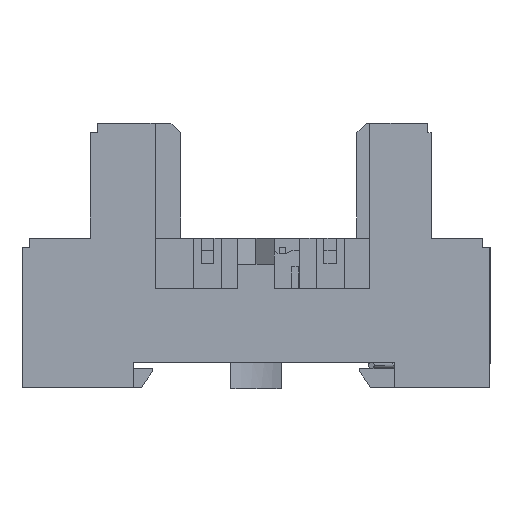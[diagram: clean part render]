
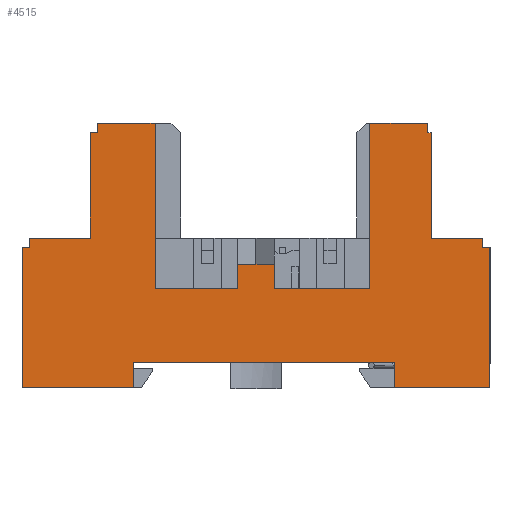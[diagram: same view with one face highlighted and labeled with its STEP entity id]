
A CAD part, left-side view. The second image highlights one B-rep face of the part: STEP entity #4515.
In plain terms, the highlighted planar face has unit normal (-1, 0, 0).
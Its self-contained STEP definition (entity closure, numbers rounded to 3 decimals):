
#4330=AXIS2_PLACEMENT_3D('Plane Axis2P3D',#4327,#4328,#4329) ;
#864=CARTESIAN_POINT('Vertex',(0.,9.2,23.5)) ;
#867=CARTESIAN_POINT('Line Origine',(0.,5.15,23.5)) ;
#871=CARTESIAN_POINT('Vertex',(0.,1.1,23.5)) ;
#1597=CARTESIAN_POINT('Vertex',(0.,62.8,23.5)) ;
#1611=CARTESIAN_POINT('Vertex',(0.,72.4,23.5)) ;
#1614=CARTESIAN_POINT('Line Origine',(0.,67.6,23.5)) ;
#2985=CARTESIAN_POINT('Vertex',(0.,52.6,41.5)) ;
#2988=CARTESIAN_POINT('Line Origine',(0.,52.6,28.5)) ;
#2992=CARTESIAN_POINT('Vertex',(0.,52.6,15.5)) ;
#3949=CARTESIAN_POINT('Vertex',(0.,18.9,15.5)) ;
#3952=CARTESIAN_POINT('Line Origine',(0.,18.9,28.5)) ;
#3956=CARTESIAN_POINT('Vertex',(0.,18.9,41.5)) ;
#4241=CARTESIAN_POINT('Vertex',(0.,9.2,40.)) ;
#4246=CARTESIAN_POINT('Line Origine',(0.,9.2,31.75)) ;
#4327=CARTESIAN_POINT('Axis2P3D Location',(0.,73.5,23.5)) ;
#4332=CARTESIAN_POINT('Line Origine',(0.,14.35,41.5)) ;
#4336=CARTESIAN_POINT('Vertex',(0.,9.8,41.5)) ;
#4339=CARTESIAN_POINT('Line Origine',(0.,26.388,15.5)) ;
#4343=CARTESIAN_POINT('Vertex',(0.,33.875,15.5)) ;
#4346=CARTESIAN_POINT('Line Origine',(0.,33.875,17.425)) ;
#4350=CARTESIAN_POINT('Vertex',(0.,33.875,19.35)) ;
#4353=CARTESIAN_POINT('Line Origine',(0.,36.75,19.35)) ;
#4357=CARTESIAN_POINT('Vertex',(0.,39.625,19.35)) ;
#4360=CARTESIAN_POINT('Line Origine',(0.,39.625,17.425)) ;
#4364=CARTESIAN_POINT('Vertex',(0.,39.625,15.5)) ;
#4367=CARTESIAN_POINT('Line Origine',(0.,46.112,15.5)) ;
#4372=CARTESIAN_POINT('Line Origine',(0.,57.15,41.5)) ;
#4376=CARTESIAN_POINT('Vertex',(0.,61.7,41.5)) ;
#4379=CARTESIAN_POINT('Line Origine',(0.,61.7,40.75)) ;
#4383=CARTESIAN_POINT('Vertex',(0.,61.7,40.)) ;
#4386=CARTESIAN_POINT('Line Origine',(0.,62.25,40.)) ;
#4390=CARTESIAN_POINT('Vertex',(0.,62.8,40.)) ;
#4393=CARTESIAN_POINT('Line Origine',(0.,62.8,31.75)) ;
#4398=CARTESIAN_POINT('Line Origine',(0.,72.4,22.75)) ;
#4402=CARTESIAN_POINT('Vertex',(0.,72.4,22.)) ;
#4405=CARTESIAN_POINT('Line Origine',(0.,72.95,22.)) ;
#4409=CARTESIAN_POINT('Vertex',(0.,73.5,22.)) ;
#4412=CARTESIAN_POINT('Line Origine',(0.,73.5,11.)) ;
#4416=CARTESIAN_POINT('Vertex',(0.,73.5,0.)) ;
#4419=CARTESIAN_POINT('Line Origine',(0.,64.775,0.)) ;
#4423=CARTESIAN_POINT('Vertex',(0.,56.05,0.)) ;
#4426=CARTESIAN_POINT('Line Origine',(0.,56.05,2.)) ;
#4430=CARTESIAN_POINT('Vertex',(0.,56.05,4.)) ;
#4433=CARTESIAN_POINT('Line Origine',(0.,35.5,4.)) ;
#4437=CARTESIAN_POINT('Vertex',(0.,14.95,4.)) ;
#4440=CARTESIAN_POINT('Line Origine',(0.,14.95,2.)) ;
#4444=CARTESIAN_POINT('Vertex',(0.,14.95,0.)) ;
#4447=CARTESIAN_POINT('Line Origine',(0.,7.475,0.)) ;
#4451=CARTESIAN_POINT('Vertex',(0.,0.,0.)) ;
#4454=CARTESIAN_POINT('Line Origine',(0.,0.,11.)) ;
#4458=CARTESIAN_POINT('Vertex',(0.,0.,22.)) ;
#4461=CARTESIAN_POINT('Line Origine',(0.,0.55,22.)) ;
#4465=CARTESIAN_POINT('Vertex',(0.,1.1,22.)) ;
#4468=CARTESIAN_POINT('Line Origine',(0.,1.1,22.75)) ;
#4473=CARTESIAN_POINT('Line Origine',(0.,9.5,40.)) ;
#4477=CARTESIAN_POINT('Vertex',(0.,9.8,40.)) ;
#4480=CARTESIAN_POINT('Line Origine',(0.,9.8,40.75)) ;
#868=DIRECTION('Vector Direction',(0.,-1.,0.)) ;
#1615=DIRECTION('Vector Direction',(0.,1.,0.)) ;
#2989=DIRECTION('Vector Direction',(0.,0.,-1.)) ;
#3953=DIRECTION('Vector Direction',(0.,0.,-1.)) ;
#4247=DIRECTION('Vector Direction',(0.,0.,-1.)) ;
#4328=DIRECTION('Axis2P3D Direction',(-1.,0.,0.)) ;
#4329=DIRECTION('Axis2P3D XDirection',(0.,-1.,0.)) ;
#4333=DIRECTION('Vector Direction',(0.,1.,0.)) ;
#4340=DIRECTION('Vector Direction',(0.,-1.,0.)) ;
#4347=DIRECTION('Vector Direction',(0.,0.,-1.)) ;
#4354=DIRECTION('Vector Direction',(0.,1.,0.)) ;
#4361=DIRECTION('Vector Direction',(0.,0.,-1.)) ;
#4368=DIRECTION('Vector Direction',(0.,-1.,0.)) ;
#4373=DIRECTION('Vector Direction',(0.,-1.,0.)) ;
#4380=DIRECTION('Vector Direction',(0.,0.,-1.)) ;
#4387=DIRECTION('Vector Direction',(0.,-1.,0.)) ;
#4394=DIRECTION('Vector Direction',(0.,0.,-1.)) ;
#4399=DIRECTION('Vector Direction',(0.,0.,-1.)) ;
#4406=DIRECTION('Vector Direction',(0.,-1.,0.)) ;
#4413=DIRECTION('Vector Direction',(0.,0.,-1.)) ;
#4420=DIRECTION('Vector Direction',(0.,-1.,0.)) ;
#4427=DIRECTION('Vector Direction',(0.,0.,1.)) ;
#4434=DIRECTION('Vector Direction',(0.,1.,0.)) ;
#4441=DIRECTION('Vector Direction',(0.,0.,-1.)) ;
#4448=DIRECTION('Vector Direction',(0.,-1.,0.)) ;
#4455=DIRECTION('Vector Direction',(0.,0.,-1.)) ;
#4462=DIRECTION('Vector Direction',(0.,-1.,0.)) ;
#4469=DIRECTION('Vector Direction',(0.,0.,-1.)) ;
#4474=DIRECTION('Vector Direction',(0.,-1.,0.)) ;
#4481=DIRECTION('Vector Direction',(0.,0.,-1.)) ;
#869=VECTOR('Line Direction',#868,1.) ;
#1616=VECTOR('Line Direction',#1615,1.) ;
#2990=VECTOR('Line Direction',#2989,1.) ;
#3954=VECTOR('Line Direction',#3953,1.) ;
#4248=VECTOR('Line Direction',#4247,1.) ;
#4334=VECTOR('Line Direction',#4333,1.) ;
#4341=VECTOR('Line Direction',#4340,1.) ;
#4348=VECTOR('Line Direction',#4347,1.) ;
#4355=VECTOR('Line Direction',#4354,1.) ;
#4362=VECTOR('Line Direction',#4361,1.) ;
#4369=VECTOR('Line Direction',#4368,1.) ;
#4374=VECTOR('Line Direction',#4373,1.) ;
#4381=VECTOR('Line Direction',#4380,1.) ;
#4388=VECTOR('Line Direction',#4387,1.) ;
#4395=VECTOR('Line Direction',#4394,1.) ;
#4400=VECTOR('Line Direction',#4399,1.) ;
#4407=VECTOR('Line Direction',#4406,1.) ;
#4414=VECTOR('Line Direction',#4413,1.) ;
#4421=VECTOR('Line Direction',#4420,1.) ;
#4428=VECTOR('Line Direction',#4427,1.) ;
#4435=VECTOR('Line Direction',#4434,1.) ;
#4442=VECTOR('Line Direction',#4441,1.) ;
#4449=VECTOR('Line Direction',#4448,1.) ;
#4456=VECTOR('Line Direction',#4455,1.) ;
#4463=VECTOR('Line Direction',#4462,1.) ;
#4470=VECTOR('Line Direction',#4469,1.) ;
#4475=VECTOR('Line Direction',#4474,1.) ;
#4482=VECTOR('Line Direction',#4481,1.) ;
#4486=ORIENTED_EDGE('',*,*,#4338,.F.) ;
#4487=ORIENTED_EDGE('',*,*,#3958,.T.) ;
#4488=ORIENTED_EDGE('',*,*,#4345,.F.) ;
#4489=ORIENTED_EDGE('',*,*,#4352,.F.) ;
#4490=ORIENTED_EDGE('',*,*,#4359,.T.) ;
#4491=ORIENTED_EDGE('',*,*,#4366,.T.) ;
#4492=ORIENTED_EDGE('',*,*,#4371,.F.) ;
#4493=ORIENTED_EDGE('',*,*,#2994,.F.) ;
#4494=ORIENTED_EDGE('',*,*,#4378,.F.) ;
#4495=ORIENTED_EDGE('',*,*,#4385,.T.) ;
#4496=ORIENTED_EDGE('',*,*,#4392,.F.) ;
#4497=ORIENTED_EDGE('',*,*,#4397,.T.) ;
#4498=ORIENTED_EDGE('',*,*,#1618,.F.) ;
#4499=ORIENTED_EDGE('',*,*,#4404,.T.) ;
#4500=ORIENTED_EDGE('',*,*,#4411,.F.) ;
#4501=ORIENTED_EDGE('',*,*,#4418,.T.) ;
#4502=ORIENTED_EDGE('',*,*,#4425,.T.) ;
#4503=ORIENTED_EDGE('',*,*,#4432,.T.) ;
#4504=ORIENTED_EDGE('',*,*,#4439,.F.) ;
#4505=ORIENTED_EDGE('',*,*,#4446,.T.) ;
#4506=ORIENTED_EDGE('',*,*,#4453,.T.) ;
#4507=ORIENTED_EDGE('',*,*,#4460,.F.) ;
#4508=ORIENTED_EDGE('',*,*,#4467,.F.) ;
#4509=ORIENTED_EDGE('',*,*,#4472,.F.) ;
#4510=ORIENTED_EDGE('',*,*,#873,.F.) ;
#4511=ORIENTED_EDGE('',*,*,#4250,.F.) ;
#4512=ORIENTED_EDGE('',*,*,#4479,.F.) ;
#4513=ORIENTED_EDGE('',*,*,#4484,.F.) ;
#4515=ADVANCED_FACE('SOCKEL',(#4514),#4331,.T.) ;
#873=EDGE_CURVE('',#865,#872,#870,.T.) ;
#1618=EDGE_CURVE('',#1612,#1598,#1617,.F.) ;
#2994=EDGE_CURVE('',#2986,#2993,#2991,.T.) ;
#3958=EDGE_CURVE('',#3957,#3950,#3955,.T.) ;
#4250=EDGE_CURVE('',#4242,#865,#4249,.T.) ;
#4338=EDGE_CURVE('',#3957,#4337,#4335,.F.) ;
#4345=EDGE_CURVE('',#4344,#3950,#4342,.T.) ;
#4352=EDGE_CURVE('',#4351,#4344,#4349,.T.) ;
#4359=EDGE_CURVE('',#4351,#4358,#4356,.T.) ;
#4366=EDGE_CURVE('',#4358,#4365,#4363,.T.) ;
#4371=EDGE_CURVE('',#2993,#4365,#4370,.T.) ;
#4378=EDGE_CURVE('',#4377,#2986,#4375,.T.) ;
#4385=EDGE_CURVE('',#4377,#4384,#4382,.T.) ;
#4392=EDGE_CURVE('',#4391,#4384,#4389,.T.) ;
#4397=EDGE_CURVE('',#4391,#1598,#4396,.T.) ;
#4404=EDGE_CURVE('',#1612,#4403,#4401,.T.) ;
#4411=EDGE_CURVE('',#4410,#4403,#4408,.T.) ;
#4418=EDGE_CURVE('',#4410,#4417,#4415,.T.) ;
#4425=EDGE_CURVE('',#4417,#4424,#4422,.T.) ;
#4432=EDGE_CURVE('',#4424,#4431,#4429,.T.) ;
#4439=EDGE_CURVE('',#4438,#4431,#4436,.T.) ;
#4446=EDGE_CURVE('',#4438,#4445,#4443,.T.) ;
#4453=EDGE_CURVE('',#4445,#4452,#4450,.T.) ;
#4460=EDGE_CURVE('',#4459,#4452,#4457,.T.) ;
#4467=EDGE_CURVE('',#4466,#4459,#4464,.T.) ;
#4472=EDGE_CURVE('',#872,#4466,#4471,.T.) ;
#4479=EDGE_CURVE('',#4478,#4242,#4476,.T.) ;
#4484=EDGE_CURVE('',#4337,#4478,#4483,.T.) ;
#4485=EDGE_LOOP('',(#4486,#4487,#4488,#4489,#4490,#4491,#4492,#4493,#4494,#4495,#4496,#4497,#4498,#4499,#4500,#4501,#4502,#4503,#4504,#4505,#4506,#4507,#4508,#4509,#4510,#4511,#4512,#4513)) ;
#4514=FACE_OUTER_BOUND('',#4485,.T.) ;
#870=LINE('Line',#867,#869) ;
#1617=LINE('Line',#1614,#1616) ;
#2991=LINE('Line',#2988,#2990) ;
#3955=LINE('Line',#3952,#3954) ;
#4249=LINE('Line',#4246,#4248) ;
#4335=LINE('Line',#4332,#4334) ;
#4342=LINE('Line',#4339,#4341) ;
#4349=LINE('Line',#4346,#4348) ;
#4356=LINE('Line',#4353,#4355) ;
#4363=LINE('Line',#4360,#4362) ;
#4370=LINE('Line',#4367,#4369) ;
#4375=LINE('Line',#4372,#4374) ;
#4382=LINE('Line',#4379,#4381) ;
#4389=LINE('Line',#4386,#4388) ;
#4396=LINE('Line',#4393,#4395) ;
#4401=LINE('Line',#4398,#4400) ;
#4408=LINE('Line',#4405,#4407) ;
#4415=LINE('Line',#4412,#4414) ;
#4422=LINE('Line',#4419,#4421) ;
#4429=LINE('Line',#4426,#4428) ;
#4436=LINE('Line',#4433,#4435) ;
#4443=LINE('Line',#4440,#4442) ;
#4450=LINE('Line',#4447,#4449) ;
#4457=LINE('Line',#4454,#4456) ;
#4464=LINE('Line',#4461,#4463) ;
#4471=LINE('Line',#4468,#4470) ;
#4476=LINE('Line',#4473,#4475) ;
#4483=LINE('Line',#4480,#4482) ;
#4331=PLANE('',#4330) ;
#865=VERTEX_POINT('',#864) ;
#872=VERTEX_POINT('',#871) ;
#1598=VERTEX_POINT('',#1597) ;
#1612=VERTEX_POINT('',#1611) ;
#2986=VERTEX_POINT('',#2985) ;
#2993=VERTEX_POINT('',#2992) ;
#3950=VERTEX_POINT('',#3949) ;
#3957=VERTEX_POINT('',#3956) ;
#4242=VERTEX_POINT('',#4241) ;
#4337=VERTEX_POINT('',#4336) ;
#4344=VERTEX_POINT('',#4343) ;
#4351=VERTEX_POINT('',#4350) ;
#4358=VERTEX_POINT('',#4357) ;
#4365=VERTEX_POINT('',#4364) ;
#4377=VERTEX_POINT('',#4376) ;
#4384=VERTEX_POINT('',#4383) ;
#4391=VERTEX_POINT('',#4390) ;
#4403=VERTEX_POINT('',#4402) ;
#4410=VERTEX_POINT('',#4409) ;
#4417=VERTEX_POINT('',#4416) ;
#4424=VERTEX_POINT('',#4423) ;
#4431=VERTEX_POINT('',#4430) ;
#4438=VERTEX_POINT('',#4437) ;
#4445=VERTEX_POINT('',#4444) ;
#4452=VERTEX_POINT('',#4451) ;
#4459=VERTEX_POINT('',#4458) ;
#4466=VERTEX_POINT('',#4465) ;
#4478=VERTEX_POINT('',#4477) ;
